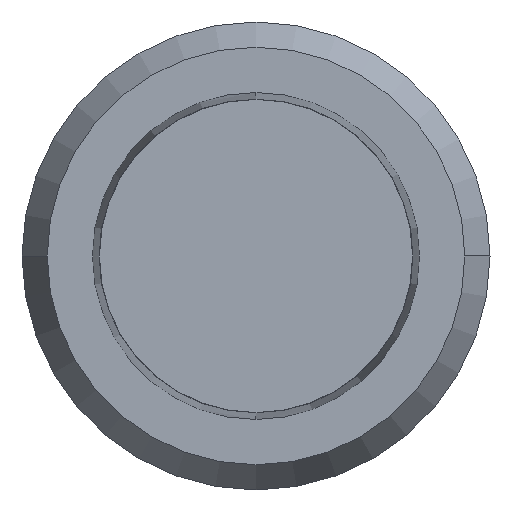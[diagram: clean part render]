
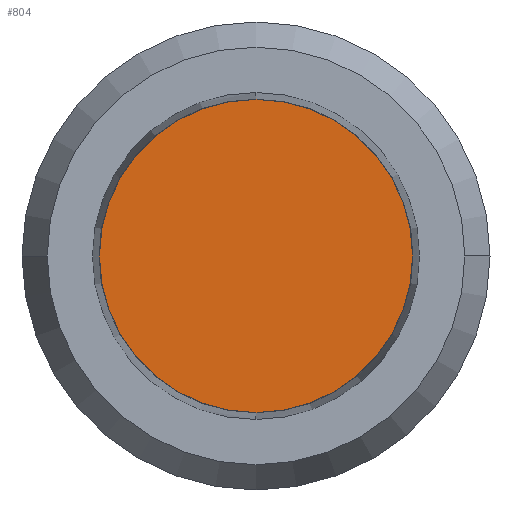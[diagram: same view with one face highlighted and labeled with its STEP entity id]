
A CAD part, left-side view. The second image highlights one B-rep face of the part: STEP entity #804.
In plain terms, the highlighted planar face has unit normal (-1, 0, 0).
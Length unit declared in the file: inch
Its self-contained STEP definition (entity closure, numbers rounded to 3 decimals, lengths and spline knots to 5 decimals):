
#69 = DIRECTION ( 'NONE',  ( 1., 0., 0. ) ) ;
#91 = CIRCLE ( 'NONE', #386, 0.018 ) ;
#110 = ORIENTED_EDGE ( 'NONE', *, *, #793, .F. ) ;
#150 = AXIS2_PLACEMENT_3D ( 'NONE', #655, #287, #714 ) ;
#157 = CIRCLE ( 'NONE', #750, 0.018 ) ;
#221 = PLANE ( 'NONE',  #150 ) ;
#230 = EDGE_CURVE ( 'NONE', #245, #534, #91, .T. ) ;
#237 = CARTESIAN_POINT ( 'NONE',  ( -0.5165, -0.018, 0. ) ) ;
#245 = VERTEX_POINT ( 'NONE', #473 ) ;
#287 = DIRECTION ( 'NONE',  ( -1., 0., 0. ) ) ;
#293 = FACE_OUTER_BOUND ( 'NONE', #349, .T. ) ;
#349 = EDGE_LOOP ( 'NONE', ( #110, #461 ) ) ;
#363 = CARTESIAN_POINT ( 'NONE',  ( -0.5165, 0., 0. ) ) ;
#386 = AXIS2_PLACEMENT_3D ( 'NONE', #363, #782, #414 ) ;
#414 = DIRECTION ( 'NONE',  ( 0., 1., 0. ) ) ;
#455 = CARTESIAN_POINT ( 'NONE',  ( -0.5165, 0., 0. ) ) ;
#461 = ORIENTED_EDGE ( 'NONE', *, *, #230, .F. ) ;
#473 = CARTESIAN_POINT ( 'NONE',  ( -0.5165, 0.018, 0. ) ) ;
#522 = DIRECTION ( 'NONE',  ( 0., 1., 0. ) ) ;
#534 = VERTEX_POINT ( 'NONE', #237 ) ;
#655 = CARTESIAN_POINT ( 'NONE',  ( -0.5165, 0.02, 0. ) ) ;
#714 = DIRECTION ( 'NONE',  ( 0., 0., 1. ) ) ;
#750 = AXIS2_PLACEMENT_3D ( 'NONE', #455, #69, #522 ) ;
#782 = DIRECTION ( 'NONE',  ( 1., 0., 0. ) ) ;
#793 = EDGE_CURVE ( 'NONE', #534, #245, #157, .T. ) ;
#804 = ADVANCED_FACE ( 'NONE', ( #293 ), #221, .T. ) ;
